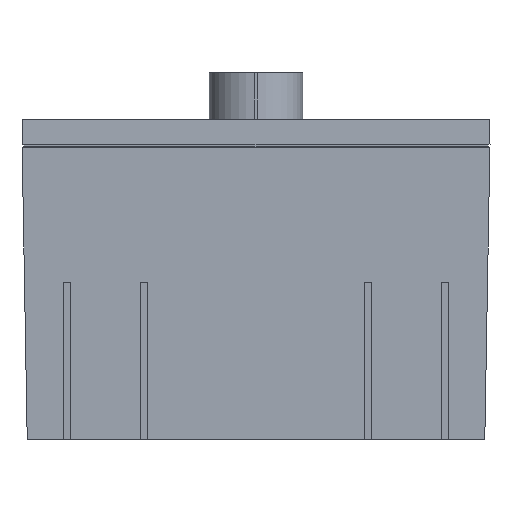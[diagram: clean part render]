
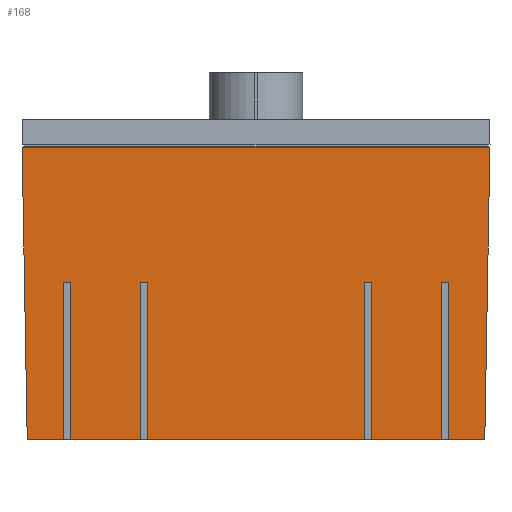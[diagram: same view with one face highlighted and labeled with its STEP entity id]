
A CAD part, left-side view. The second image highlights one B-rep face of the part: STEP entity #168.
In plain terms, the highlighted planar face has unit normal (-1, 0, -0.018).
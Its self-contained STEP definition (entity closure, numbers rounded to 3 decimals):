
#168=ADVANCED_FACE('',(#433),#434,.T.);
#433=FACE_OUTER_BOUND('',#794,.T.);
#434=PLANE('',#795);
#794=EDGE_LOOP('',(#1288,#1289,#1290,#1291,#1292,#1293,#1294,#1295,#1296,#1297,#1298,#1299,#1300,#1301,#1302,#1303,#1304,#1305,#1306,#1307));
#795=AXIS2_PLACEMENT_3D('',#1308,#1309,#1310);
#1288=ORIENTED_EDGE('',*,*,#2358,.F.);
#1289=ORIENTED_EDGE('',*,*,#2359,.F.);
#1290=ORIENTED_EDGE('',*,*,#2360,.F.);
#1291=ORIENTED_EDGE('',*,*,#2324,.F.);
#1292=ORIENTED_EDGE('',*,*,#2361,.F.);
#1293=ORIENTED_EDGE('',*,*,#2362,.F.);
#1294=ORIENTED_EDGE('',*,*,#2363,.F.);
#1295=ORIENTED_EDGE('',*,*,#2288,.T.);
#1296=ORIENTED_EDGE('',*,*,#2364,.F.);
#1297=ORIENTED_EDGE('',*,*,#2365,.F.);
#1298=ORIENTED_EDGE('',*,*,#2366,.F.);
#1299=ORIENTED_EDGE('',*,*,#2280,.F.);
#1300=ORIENTED_EDGE('',*,*,#2367,.F.);
#1301=ORIENTED_EDGE('',*,*,#2368,.F.);
#1302=ORIENTED_EDGE('',*,*,#2369,.F.);
#1303=ORIENTED_EDGE('',*,*,#2273,.F.);
#1304=ORIENTED_EDGE('',*,*,#2350,.F.);
#1305=ORIENTED_EDGE('',*,*,#2348,.F.);
#1306=ORIENTED_EDGE('',*,*,#2370,.F.);
#1307=ORIENTED_EDGE('',*,*,#2332,.F.);
#1308=CARTESIAN_POINT('',(-43.092,72.2,-5.75));
#1309=DIRECTION('',(-1.,0.0,-0.017));
#1310=DIRECTION('',(0.0,1.0,0.0));
#2273=EDGE_CURVE('',#2750,#2752,#2753,.T.);
#2280=EDGE_CURVE('',#2763,#2765,#2766,.T.);
#2288=EDGE_CURVE('',#2781,#2779,#2782,.T.);
#2324=EDGE_CURVE('',#2851,#2853,#2854,.T.);
#2332=EDGE_CURVE('',#2867,#2869,#2870,.T.);
#2348=EDGE_CURVE('',#2893,#2886,#2895,.T.);
#2350=EDGE_CURVE('',#2886,#2750,#2897,.T.);
#2358=EDGE_CURVE('',#2905,#2867,#2906,.T.);
#2359=EDGE_CURVE('',#2907,#2905,#2908,.T.);
#2360=EDGE_CURVE('',#2853,#2907,#2909,.T.);
#2361=EDGE_CURVE('',#2910,#2851,#2911,.T.);
#2362=EDGE_CURVE('',#2912,#2910,#2913,.T.);
#2363=EDGE_CURVE('',#2781,#2912,#2914,.T.);
#2364=EDGE_CURVE('',#2915,#2779,#2916,.T.);
#2365=EDGE_CURVE('',#2917,#2915,#2918,.T.);
#2366=EDGE_CURVE('',#2765,#2917,#2919,.T.);
#2367=EDGE_CURVE('',#2920,#2763,#2921,.T.);
#2368=EDGE_CURVE('',#2922,#2920,#2923,.T.);
#2369=EDGE_CURVE('',#2752,#2922,#2924,.T.);
#2370=EDGE_CURVE('',#2869,#2893,#2925,.T.);
#2750=VERTEX_POINT('',#3441);
#2752=VERTEX_POINT('',#3444);
#2753=LINE('',#3445,#3446);
#2763=VERTEX_POINT('',#3461);
#2765=VERTEX_POINT('',#3464);
#2766=LINE('',#3465,#3466);
#2779=VERTEX_POINT('',#3485);
#2781=VERTEX_POINT('',#3488);
#2782=LINE('',#3489,#3490);
#2851=VERTEX_POINT('',#3593);
#2853=VERTEX_POINT('',#3596);
#2854=LINE('',#3597,#3598);
#2867=VERTEX_POINT('',#3617);
#2869=VERTEX_POINT('',#3620);
#2870=LINE('',#3621,#3622);
#2886=VERTEX_POINT('',#3645);
#2893=VERTEX_POINT('',#3656);
#2895=LINE('',#3659,#3660);
#2897=LINE('',#3662,#3663);
#2905=VERTEX_POINT('',#3674);
#2906=LINE('',#3675,#3676);
#2907=VERTEX_POINT('',#3677);
#2908=LINE('',#3678,#3679);
#2909=LINE('',#3680,#3681);
#2910=VERTEX_POINT('',#3682);
#2911=LINE('',#3683,#3684);
#2912=VERTEX_POINT('',#3685);
#2913=LINE('',#3686,#3687);
#2914=LINE('',#3688,#3689);
#2915=VERTEX_POINT('',#3690);
#2916=LINE('',#3691,#3692);
#2917=VERTEX_POINT('',#3693);
#2918=LINE('',#3694,#3695);
#2919=LINE('',#3696,#3697);
#2920=VERTEX_POINT('',#3698);
#2921=LINE('',#3699,#3700);
#2922=VERTEX_POINT('',#3701);
#2923=LINE('',#3702,#3703);
#2924=LINE('',#3704,#3705);
#2925=LINE('',#3706,#3707);
#3441=CARTESIAN_POINT('',(-41.521,-32.5,-95.75));
#3444=CARTESIAN_POINT('',(-41.521,32.5,-95.75));
#3445=CARTESIAN_POINT('',(-41.521,-32.5,-95.75));
#3446=VECTOR('',#4369,65.0);
#3461=CARTESIAN_POINT('',(-41.521,34.5,-95.75));
#3464=CARTESIAN_POINT('',(-41.521,55.5,-95.75));
#3465=CARTESIAN_POINT('',(-41.521,34.5,-95.75));
#3466=VECTOR('',#4376,21.0);
#3485=CARTESIAN_POINT('',(-41.521,57.5,-95.75));
#3488=CARTESIAN_POINT('',(-41.521,68.429,-95.75));
#3489=CARTESIAN_POINT('',(-41.521,68.429,-95.75));
#3490=VECTOR('',#4384,10.929);
#3593=CARTESIAN_POINT('',(-41.521,-68.429,-95.75));
#3596=CARTESIAN_POINT('',(-41.521,-57.5,-95.75));
#3597=CARTESIAN_POINT('',(-41.521,-68.429,-95.75));
#3598=VECTOR('',#4420,10.929);
#3617=CARTESIAN_POINT('',(-41.521,-55.5,-95.75));
#3620=CARTESIAN_POINT('',(-41.521,-34.5,-95.75));
#3621=CARTESIAN_POINT('',(-41.521,-55.5,-95.75));
#3622=VECTOR('',#4428,21.0);
#3645=CARTESIAN_POINT('',(-42.341,-32.5,-48.75));
#3656=CARTESIAN_POINT('',(-42.341,-34.5,-48.75));
#3659=CARTESIAN_POINT('',(-42.341,-34.5,-48.75));
#3660=VECTOR('',#4441,2.0);
#3662=CARTESIAN_POINT('',(-42.341,-32.5,-48.75));
#3663=VECTOR('',#4442,47.007);
#3674=CARTESIAN_POINT('',(-42.341,-55.5,-48.75));
#3675=CARTESIAN_POINT('',(-42.341,-55.5,-48.75));
#3676=VECTOR('',#4446,47.007);
#3677=CARTESIAN_POINT('',(-42.341,-57.5,-48.75));
#3678=CARTESIAN_POINT('',(-42.341,-57.5,-48.75));
#3679=VECTOR('',#4447,2.0);
#3680=CARTESIAN_POINT('',(-41.521,-57.5,-95.75));
#3681=VECTOR('',#4448,47.007);
#3682=CARTESIAN_POINT('',(-43.044,-69.952,-8.5));
#3683=CARTESIAN_POINT('',(-43.044,-69.952,-8.5));
#3684=VECTOR('',#4449,87.277);
#3685=CARTESIAN_POINT('',(-43.044,69.952,-8.5));
#3686=CARTESIAN_POINT('',(-43.044,69.952,-8.5));
#3687=VECTOR('',#4450,139.904);
#3688=CARTESIAN_POINT('',(-41.521,68.429,-95.75));
#3689=VECTOR('',#4451,87.277);
#3690=CARTESIAN_POINT('',(-42.341,57.5,-48.75));
#3691=CARTESIAN_POINT('',(-42.341,57.5,-48.75));
#3692=VECTOR('',#4452,47.007);
#3693=CARTESIAN_POINT('',(-42.341,55.5,-48.75));
#3694=CARTESIAN_POINT('',(-42.341,55.5,-48.75));
#3695=VECTOR('',#4453,2.0);
#3696=CARTESIAN_POINT('',(-41.521,55.5,-95.75));
#3697=VECTOR('',#4454,47.007);
#3698=CARTESIAN_POINT('',(-42.341,34.5,-48.75));
#3699=CARTESIAN_POINT('',(-42.341,34.5,-48.75));
#3700=VECTOR('',#4455,47.007);
#3701=CARTESIAN_POINT('',(-42.341,32.5,-48.75));
#3702=CARTESIAN_POINT('',(-42.341,32.5,-48.75));
#3703=VECTOR('',#4456,2.0);
#3704=CARTESIAN_POINT('',(-41.521,32.5,-95.75));
#3705=VECTOR('',#4457,47.007);
#3706=CARTESIAN_POINT('',(-41.521,-34.5,-95.75));
#3707=VECTOR('',#4458,47.007);
#4369=DIRECTION('',(0.,1.0,0.0));
#4376=DIRECTION('',(0.,1.0,0.0));
#4384=DIRECTION('',(0.,-1.0,0.0));
#4420=DIRECTION('',(0.,1.0,0.0));
#4428=DIRECTION('',(0.,1.0,0.0));
#4441=DIRECTION('',(0.,1.0,0.));
#4442=DIRECTION('',(0.017,0.0,-1.));
#4446=DIRECTION('',(0.017,0.0,-1.));
#4447=DIRECTION('',(0.,1.0,0.));
#4448=DIRECTION('',(-0.017,0.0,1.));
#4449=DIRECTION('',(0.017,0.017,-1.));
#4450=DIRECTION('',(0.0,-1.0,0.0));
#4451=DIRECTION('',(-0.017,0.017,1.));
#4452=DIRECTION('',(0.017,0.0,-1.));
#4453=DIRECTION('',(0.,1.0,0.));
#4454=DIRECTION('',(-0.017,0.0,1.));
#4455=DIRECTION('',(0.017,0.0,-1.));
#4456=DIRECTION('',(0.,1.0,0.));
#4457=DIRECTION('',(-0.017,0.0,1.));
#4458=DIRECTION('',(-0.017,0.0,1.));
